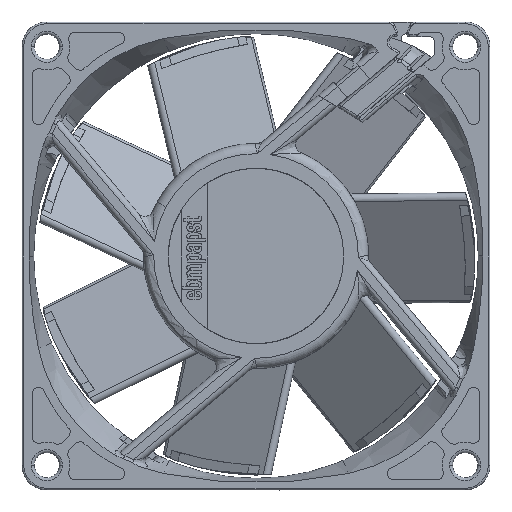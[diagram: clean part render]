
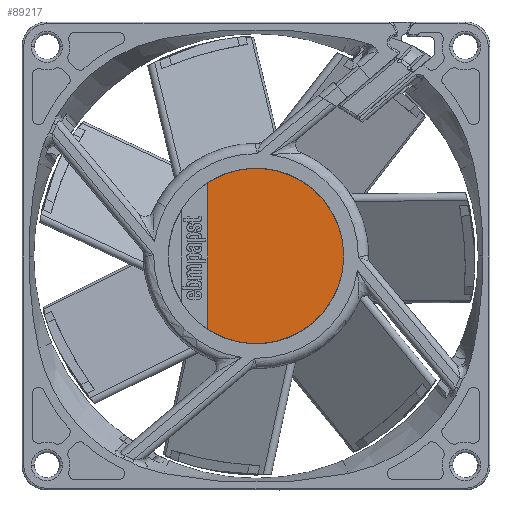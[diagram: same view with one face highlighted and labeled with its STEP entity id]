
A CAD part, left-side view. The second image highlights one B-rep face of the part: STEP entity #89217.
In plain terms, the highlighted planar face has unit normal (-1, 0, 0).
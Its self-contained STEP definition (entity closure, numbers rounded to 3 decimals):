
#74567=AXIS2_PLACEMENT_3D('Plane Axis2P3D',#74564,#74565,#74566) ;
#79304=AXIS2_PLACEMENT_3D('Circle Axis2P3D',#79302,#79303,$) ;
#79351=AXIS2_PLACEMENT_3D('Circle Axis2P3D',#79349,#79350,$) ;
#74564=CARTESIAN_POINT('Axis2P3D Location',(-0.1,0.,0.)) ;
#79299=CARTESIAN_POINT('Vertex',(-0.1,-15.,0.)) ;
#79302=CARTESIAN_POINT('Axis2P3D Location',(-0.1,0.,0.)) ;
#79306=CARTESIAN_POINT('Vertex',(-0.1,8.25,-12.527)) ;
#79330=CARTESIAN_POINT('Line Origine',(-0.1,8.25,0.)) ;
#79334=CARTESIAN_POINT('Vertex',(-0.1,8.25,12.527)) ;
#79349=CARTESIAN_POINT('Axis2P3D Location',(-0.1,0.,0.)) ;
#74565=DIRECTION('Axis2P3D Direction',(-1.,0.,0.)) ;
#74566=DIRECTION('Axis2P3D XDirection',(0.,-1.,0.)) ;
#79303=DIRECTION('Axis2P3D Direction',(-1.,0.,0.)) ;
#79331=DIRECTION('Vector Direction',(0.,0.,-1.)) ;
#79350=DIRECTION('Axis2P3D Direction',(-1.,0.,0.)) ;
#79332=VECTOR('Line Direction',#79331,1.) ;
#89213=ORIENTED_EDGE('',*,*,#79308,.T.) ;
#89214=ORIENTED_EDGE('',*,*,#79353,.T.) ;
#89215=ORIENTED_EDGE('',*,*,#79336,.F.) ;
#89217=ADVANCED_FACE('Hauptk\X2\00F6\X0\rper',(#89216),#74568,.T.) ;
#79305=CIRCLE('generated circle',#79304,15.) ;
#79352=CIRCLE('generated circle',#79351,15.) ;
#79308=EDGE_CURVE('',#79307,#79300,#79305,.T.) ;
#79336=EDGE_CURVE('',#79307,#79335,#79333,.F.) ;
#79353=EDGE_CURVE('',#79300,#79335,#79352,.T.) ;
#89212=EDGE_LOOP('',(#89213,#89214,#89215)) ;
#89216=FACE_OUTER_BOUND('',#89212,.T.) ;
#79333=LINE('Line',#79330,#79332) ;
#74568=PLANE('Plane',#74567) ;
#79300=VERTEX_POINT('',#79299) ;
#79307=VERTEX_POINT('',#79306) ;
#79335=VERTEX_POINT('',#79334) ;
